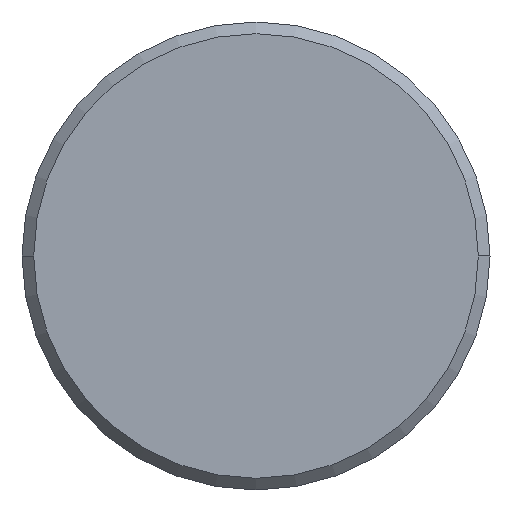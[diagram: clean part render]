
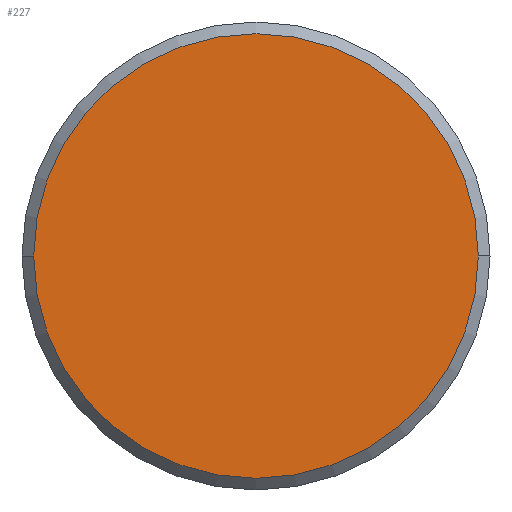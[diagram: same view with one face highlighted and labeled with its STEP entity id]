
A CAD part, left-side view. The second image highlights one B-rep face of the part: STEP entity #227.
In plain terms, the highlighted planar face has unit normal (-1, 0, 0).
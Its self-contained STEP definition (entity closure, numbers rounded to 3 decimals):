
#15 = DIRECTION ( 'NONE',  ( 0., 1., 0. ) ) ;
#26 = CIRCLE ( 'NONE', #233, 9.5 ) ;
#66 = CARTESIAN_POINT ( 'NONE',  ( -74., 0., 0. ) ) ;
#77 = EDGE_LOOP ( 'NONE', ( #166, #282 ) ) ;
#96 = DIRECTION ( 'NONE',  ( 0., 1., 0. ) ) ;
#102 = VERTEX_POINT ( 'NONE', #139 ) ;
#122 = AXIS2_PLACEMENT_3D ( 'NONE', #66, #263, #96 ) ;
#125 = DIRECTION ( 'NONE',  ( -1., 0., 0. ) ) ;
#127 = CIRCLE ( 'NONE', #122, 9.5 ) ;
#139 = CARTESIAN_POINT ( 'NONE',  ( -74., -9.5, 0. ) ) ;
#166 = ORIENTED_EDGE ( 'NONE', *, *, #289, .F. ) ;
#181 = DIRECTION ( 'NONE',  ( 1., 0., 0. ) ) ;
#192 = FACE_OUTER_BOUND ( 'NONE', #77, .T. ) ;
#212 = EDGE_CURVE ( 'NONE', #102, #297, #127, .T. ) ;
#218 = AXIS2_PLACEMENT_3D ( 'NONE', #234, #125, #324 ) ;
#227 = ADVANCED_FACE ( 'NONE', ( #192 ), #322, .T. ) ;
#233 = AXIS2_PLACEMENT_3D ( 'NONE', #354, #181, #15 ) ;
#234 = CARTESIAN_POINT ( 'NONE',  ( -74., 0., 0. ) ) ;
#263 = DIRECTION ( 'NONE',  ( 1., 0., 0. ) ) ;
#282 = ORIENTED_EDGE ( 'NONE', *, *, #212, .F. ) ;
#289 = EDGE_CURVE ( 'NONE', #297, #102, #26, .T. ) ;
#297 = VERTEX_POINT ( 'NONE', #328 ) ;
#322 = PLANE ( 'NONE',  #218 ) ;
#324 = DIRECTION ( 'NONE',  ( 0., -1., 0. ) ) ;
#328 = CARTESIAN_POINT ( 'NONE',  ( -74., 9.5, 0. ) ) ;
#354 = CARTESIAN_POINT ( 'NONE',  ( -74., 0., 0. ) ) ;
